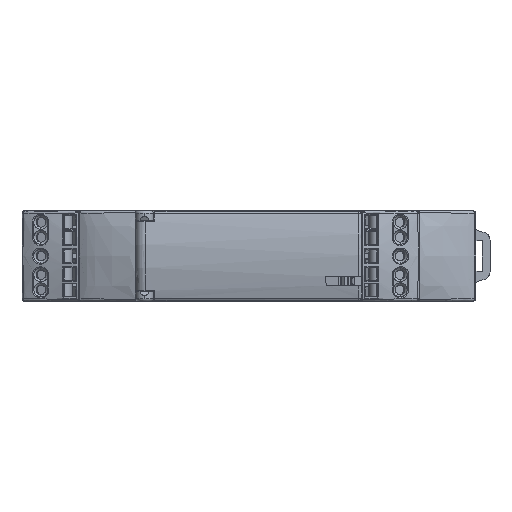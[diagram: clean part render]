
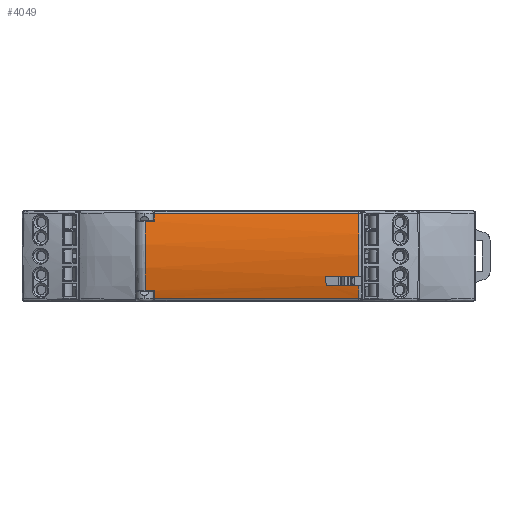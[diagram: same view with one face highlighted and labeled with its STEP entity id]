
A CAD part, left-side view. The second image highlights one B-rep face of the part: STEP entity #4049.
In plain terms, the highlighted cylindrical face has radius 30 mm (diameter 60 mm), a partial arc.
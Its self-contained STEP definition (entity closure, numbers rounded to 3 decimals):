
#4049=ADVANCED_FACE('',(#11912),#11913,.T.);
#11912=FACE_OUTER_BOUND('',#24337,.T.);
#11913=CYLINDRICAL_SURFACE('',#24338,30.0);
#24337=EDGE_LOOP('',(#57200,#57201,#57202,#57203,#57204,#57205,#57206,#57207,#57208,#57209,#57210,#57211,#57212,#57213));
#24338=AXIS2_PLACEMENT_3D('',#57214,#57215,#57216);
#57200=ORIENTED_EDGE('',*,*,#69411,.F.);
#57201=ORIENTED_EDGE('',*,*,#69412,.T.);
#57202=ORIENTED_EDGE('',*,*,#69413,.F.);
#57203=ORIENTED_EDGE('',*,*,#69414,.T.);
#57204=ORIENTED_EDGE('',*,*,#69415,.T.);
#57205=ORIENTED_EDGE('',*,*,#69416,.F.);
#57206=ORIENTED_EDGE('',*,*,#69417,.T.);
#57207=ORIENTED_EDGE('',*,*,#69332,.F.);
#57208=ORIENTED_EDGE('',*,*,#69330,.T.);
#57209=ORIENTED_EDGE('',*,*,#69405,.T.);
#57210=ORIENTED_EDGE('',*,*,#69410,.T.);
#57211=ORIENTED_EDGE('',*,*,#69418,.T.);
#57212=ORIENTED_EDGE('',*,*,#69419,.F.);
#57213=ORIENTED_EDGE('',*,*,#69420,.T.);
#57214=CARTESIAN_POINT('',(21.5,22.4,8.935));
#57215=DIRECTION('',(0.0,-1.0,0.0));
#57216=DIRECTION('',(0.0,0.0,1.0));
#69330=EDGE_CURVE('',#87530,#87528,#87531,.T.);
#69332=EDGE_CURVE('',#87530,#87533,#87534,.T.);
#69405=EDGE_CURVE('',#87528,#87665,#87667,.T.);
#69410=EDGE_CURVE('',#87665,#87672,#87674,.T.);
#69411=EDGE_CURVE('',#87675,#87676,#87677,.T.);
#69412=EDGE_CURVE('',#87675,#87678,#87679,.T.);
#69413=EDGE_CURVE('',#87680,#87678,#87681,.T.);
#69414=EDGE_CURVE('',#87680,#87682,#87683,.T.);
#69415=EDGE_CURVE('',#87682,#87684,#87685,.T.);
#69416=EDGE_CURVE('',#87686,#87684,#87687,.T.);
#69417=EDGE_CURVE('',#87686,#87533,#87688,.T.);
#69418=EDGE_CURVE('',#87672,#87689,#87690,.T.);
#69419=EDGE_CURVE('',#87691,#87689,#87692,.T.);
#69420=EDGE_CURVE('',#87691,#87676,#87693,.T.);
#87528=VERTEX_POINT('',#118794);
#87530=VERTEX_POINT('',#118796);
#87531=CIRCLE('',#118797,30.0);
#87533=VERTEX_POINT('',#118806);
#87534=LINE('',#118807,#118808);
#87665=VERTEX_POINT('',#119058);
#87667=LINE('',#119064,#119065);
#87672=VERTEX_POINT('',#119073);
#87674=B_SPLINE_CURVE_WITH_KNOTS('',3,(#119076,#119077,#119078,#119079),.UNSPECIFIED.,.F.,.F.,(4,4),(0.0,1.0),.UNSPECIFIED.);
#87675=VERTEX_POINT('',#119080);
#87676=VERTEX_POINT('',#119081);
#87677=LINE('',#119082,#119083);
#87678=VERTEX_POINT('',#119084);
#87679=CIRCLE('',#119085,30.0);
#87680=VERTEX_POINT('',#119086);
#87681=B_SPLINE_CURVE_WITH_KNOTS('',3,(#119087,#119088,#119089,#119090),.UNSPECIFIED.,.F.,.F.,(4,4),(0.0,1.0),.UNSPECIFIED.);
#87682=VERTEX_POINT('',#119091);
#87683=LINE('',#119092,#119093);
#87684=VERTEX_POINT('',#119094);
#87685=CIRCLE('',#119095,30.0);
#87686=VERTEX_POINT('',#119096);
#87687=LINE('',#119097,#119098);
#87688=B_SPLINE_CURVE_WITH_KNOTS('',3,(#119099,#119100,#119101,#119102),.UNSPECIFIED.,.F.,.F.,(4,4),(0.0,1.0),.UNSPECIFIED.);
#87689=VERTEX_POINT('',#119103);
#87690=CIRCLE('',#119104,30.0);
#87691=VERTEX_POINT('',#119105);
#87692=LINE('',#119106,#119107);
#87693=CIRCLE('',#119108,30.0);
#118794=CARTESIAN_POINT('',(-7.273,-21.8,17.427));
#118796=CARTESIAN_POINT('',(-8.225,-21.8,4.885));
#118797=AXIS2_PLACEMENT_3D('',#133661,#133662,#133663);
#118806=CARTESIAN_POINT('',(-8.225,-15.159,4.885));
#118807=CARTESIAN_POINT('',(-8.225,-21.8,4.885));
#118808=VECTOR('',#133664,6.641);
#119058=CARTESIAN_POINT('',(-7.273,18.766,17.427));
#119064=CARTESIAN_POINT('',(-7.273,-21.8,17.427));
#119065=VECTOR('',#133746,40.566);
#119073=CARTESIAN_POINT('',(-7.4,18.8,16.984));
#119076=CARTESIAN_POINT('',(-7.273,18.766,17.427));
#119077=CARTESIAN_POINT('',(-7.317,18.778,17.279));
#119078=CARTESIAN_POINT('',(-7.359,18.789,17.132));
#119079=CARTESIAN_POINT('',(-7.4,18.8,16.984));
#119080=CARTESIAN_POINT('',(-7.705,18.8,2.075));
#119081=CARTESIAN_POINT('',(-7.705,20.6,2.075));
#119082=CARTESIAN_POINT('',(-7.705,18.8,2.075));
#119083=VECTOR('',#133751,1.8);
#119084=CARTESIAN_POINT('',(-7.4,18.8,0.886));
#119085=AXIS2_PLACEMENT_3D('',#133752,#133753,#133754);
#119086=CARTESIAN_POINT('',(-7.273,18.766,0.443));
#119087=CARTESIAN_POINT('',(-7.273,18.766,0.443));
#119088=CARTESIAN_POINT('',(-7.317,18.778,0.591));
#119089=CARTESIAN_POINT('',(-7.359,18.789,0.738));
#119090=CARTESIAN_POINT('',(-7.4,18.8,0.886));
#119091=CARTESIAN_POINT('',(-7.273,-21.8,0.443));
#119092=CARTESIAN_POINT('',(-7.273,18.766,0.443));
#119093=VECTOR('',#133755,40.566);
#119094=CARTESIAN_POINT('',(-7.924,-21.8,3.085));
#119095=AXIS2_PLACEMENT_3D('',#133756,#133757,#133758);
#119096=CARTESIAN_POINT('',(-7.924,-15.332,3.085));
#119097=CARTESIAN_POINT('',(-7.924,-15.332,3.085));
#119098=VECTOR('',#133759,6.468);
#119099=CARTESIAN_POINT('',(-7.924,-15.332,3.085));
#119100=CARTESIAN_POINT('',(-8.043,-15.264,3.681));
#119101=CARTESIAN_POINT('',(-8.143,-15.206,4.281));
#119102=CARTESIAN_POINT('',(-8.225,-15.159,4.885));
#119103=CARTESIAN_POINT('',(-7.705,18.8,15.795));
#119104=AXIS2_PLACEMENT_3D('',#133760,#133761,#133762);
#119105=CARTESIAN_POINT('',(-7.705,20.6,15.795));
#119106=CARTESIAN_POINT('',(-7.705,20.6,15.795));
#119107=VECTOR('',#133763,1.8);
#119108=AXIS2_PLACEMENT_3D('',#133764,#133765,#133766);
#133661=CARTESIAN_POINT('',(21.5,-21.8,8.935));
#133662=DIRECTION('',(0.0,1.0,0.0));
#133663=DIRECTION('',(-0.991,0.0,-0.135));
#133664=DIRECTION('',(0.0,1.0,0.0));
#133746=DIRECTION('',(0.0,1.0,0.0));
#133751=DIRECTION('',(0.0,1.0,0.));
#133752=CARTESIAN_POINT('',(21.5,18.8,8.935));
#133753=DIRECTION('',(0.0,-1.0,-0.0));
#133754=DIRECTION('',(-0.974,0.0,-0.229));
#133755=DIRECTION('',(0.0,-1.0,0.0));
#133756=CARTESIAN_POINT('',(21.5,-21.8,8.935));
#133757=DIRECTION('',(0.0,1.0,0.0));
#133758=DIRECTION('',(-0.959,0.0,-0.283));
#133759=DIRECTION('',(0.,-1.0,0.0));
#133760=CARTESIAN_POINT('',(21.5,18.8,8.935));
#133761=DIRECTION('',(0.0,-1.0,0.0));
#133762=DIRECTION('',(-0.963,0.0,0.268));
#133763=DIRECTION('',(-0.0,-1.0,0.));
#133764=CARTESIAN_POINT('',(21.5,20.6,8.935));
#133765=DIRECTION('',(0.0,-1.0,0.0));
#133766=DIRECTION('',(-0.974,0.0,0.229));
